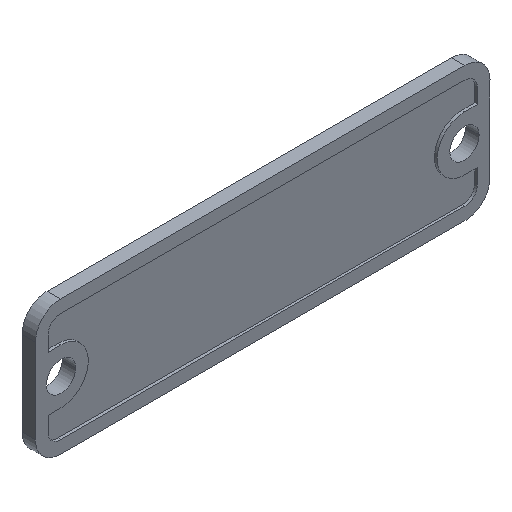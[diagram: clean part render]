
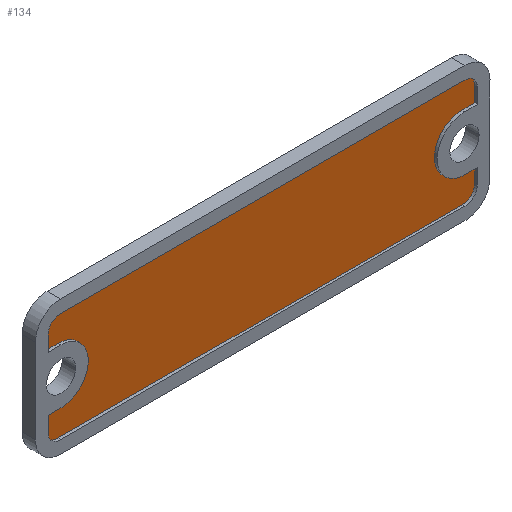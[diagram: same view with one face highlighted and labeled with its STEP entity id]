
A CAD part, isometric view. The second image highlights one B-rep face of the part: STEP entity #134.
In plain terms, the highlighted planar face has unit normal (0, -1, 0).
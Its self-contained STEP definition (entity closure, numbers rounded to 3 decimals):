
#1=CARTESIAN_POINT('POINT17187',(19.05,-1.016,2.578));
#2=VERTEX_POINT('VERTEX17187',#1);
#3=CARTESIAN_POINT('POINT17188',(20.269,-1.016,2.578));
#4=VERTEX_POINT('VERTEX17188',#3);
#5=CARTESIAN_POINT('POS31384',(9.525,-1.016,2.578));
#6=DIRECTION('DIR46340',(1.,0.,
   0.));
#7=VECTOR('VEC16428',#6,25.4);
#8=LINE('STRAIGHT16428',#5,#7);
#9=EDGE_CURVE('EDGE25780',#2,#4,#8,.T.);
#10=ORIENTED_EDGE('COEDGE51559',*,*,#9,.T.);
#11=CARTESIAN_POINT('POINT17189',(20.269,-1.016,3.988))
   ;
#12=VERTEX_POINT('VERTEX17189',#11);
#13=CARTESIAN_POINT('POS31385',(20.269,-1.016,-3.988));
#14=DIRECTION('DIR46341',(0.,0.,1.));
#15=VECTOR('VEC16429',#14,25.4);
#16=LINE('STRAIGHT16429',#13,#15);
#17=EDGE_CURVE('EDGE25781',#4,#12,#16,.T.);
#18=ORIENTED_EDGE('COEDGE51560',*,*,#17,.T.);
#19=CARTESIAN_POINT('POINT17190',(19.101,-1.016,
   5.156));
#20=VERTEX_POINT('VERTEX17190',#19);
#21=CARTESIAN_POINT('POS31386',(19.101,-1.016,
   3.988));
#22=DIRECTION('DIR46342',(0.,-1.,
   0.));
#23=DIRECTION('DIR46343',(1.,0.,
   0.));
#24=AXIS2_PLACEMENT_3D('AXIS14957',#21,#22,#23);
#25=CIRCLE('ELLIPSE7015',#24,1.168);
#26=EDGE_CURVE('EDGE25782',#12,#20,#25,.T.);
#27=ORIENTED_EDGE('COEDGE51561',*,*,#26,.T.);
#28=CARTESIAN_POINT('POINT17191',(-19.101,-1.016,5.156)
   );
#29=VERTEX_POINT('VERTEX17191',#28);
#30=CARTESIAN_POINT('POS31387',(19.101,-1.016,5.156));
#31=DIRECTION('DIR46344',(-1.,0.,
   0.));
#32=VECTOR('VEC16430',#31,25.4);
#33=LINE('STRAIGHT16430',#30,#32);
#34=EDGE_CURVE('EDGE25783',#20,#29,#33,.T.);
#35=ORIENTED_EDGE('COEDGE51562',*,*,#34,.T.);
#36=CARTESIAN_POINT('POINT17192',(-20.269,-1.016,
   3.988));
#37=VERTEX_POINT('VERTEX17192',#36);
#38=CARTESIAN_POINT('POS31388',(-19.101,-1.016,
   3.988));
#39=DIRECTION('DIR46345',(0.,-1.,
   0.));
#40=DIRECTION('DIR46346',(0.,0.,
   1.));
#41=AXIS2_PLACEMENT_3D('AXIS14958',#38,#39,#40);
#42=CIRCLE('ELLIPSE7016',#41,1.168);
#43=EDGE_CURVE('EDGE25784',#29,#37,#42,.T.);
#44=ORIENTED_EDGE('COEDGE51563',*,*,#43,.T.);
#45=CARTESIAN_POINT('POINT17193',(-20.269,-1.016,2.578)
   );
#46=VERTEX_POINT('VERTEX17193',#45);
#47=CARTESIAN_POINT('POS31389',(-20.269,-1.016,3.988));
#48=DIRECTION('DIR46347',(0.,0.,
   -1.));
#49=VECTOR('VEC16431',#48,25.4);
#50=LINE('STRAIGHT16431',#47,#49);
#51=EDGE_CURVE('EDGE25785',#37,#46,#50,.T.);
#52=ORIENTED_EDGE('COEDGE51564',*,*,#51,.T.);
#53=CARTESIAN_POINT('POINT17194',(-19.05,-1.016,2.578));
#54=VERTEX_POINT('VERTEX17194',#53);
#55=CARTESIAN_POINT('POS31390',(-10.732,-1.016,2.578));
#56=DIRECTION('DIR46348',(1.,0.,
   0.));
#57=VECTOR('VEC16432',#56,25.4);
#58=LINE('STRAIGHT16432',#55,#57);
#59=EDGE_CURVE('EDGE25786',#46,#54,#58,.T.);
#60=ORIENTED_EDGE('COEDGE51565',*,*,#59,.T.);
#61=CARTESIAN_POINT('POINT17195',(-19.05,-1.016,-2.578))
   ;
#62=VERTEX_POINT('VERTEX17195',#61);
#63=CARTESIAN_POINT('POS31391',(-19.05,-1.016,
   0.));
#64=DIRECTION('DIR46349',(0.,1.,
   0.));
#65=DIRECTION('DIR46350',(0.,0.,
   -1.));
#66=AXIS2_PLACEMENT_3D('AXIS14959',#63,#64,#65);
#67=CIRCLE('ELLIPSE7017',#66,2.578);
#68=EDGE_CURVE('EDGE25787',#54,#62,#67,.T.);
#69=ORIENTED_EDGE('COEDGE51566',*,*,#68,.T.);
#70=CARTESIAN_POINT('POINT17196',(-20.269,-1.016,-2.578
   ));
#71=VERTEX_POINT('VERTEX17196',#70);
#72=CARTESIAN_POINT('POS31392',(-9.525,-1.016,-2.578));
#73=DIRECTION('DIR46351',(-1.,0.,
   0.));
#74=VECTOR('VEC16433',#73,25.4);
#75=LINE('STRAIGHT16433',#72,#74);
#76=EDGE_CURVE('EDGE25788',#62,#71,#75,.T.);
#77=ORIENTED_EDGE('COEDGE51567',*,*,#76,.T.);
#78=CARTESIAN_POINT('POINT17197',(-20.269,-1.016,-3.988
   ));
#79=VERTEX_POINT('VERTEX17197',#78);
#80=EDGE_CURVE('EDGE25789',#71,#79,#50,.T.);
#81=ORIENTED_EDGE('COEDGE51568',*,*,#80,.T.);
#82=CARTESIAN_POINT('POINT17198',(-19.101,-1.016,
   -5.156));
#83=VERTEX_POINT('VERTEX17198',#82);
#84=CARTESIAN_POINT('POS31393',(-19.101,-1.016,
   -3.988));
#85=DIRECTION('DIR46352',(0.,-1.,0.));
#86=DIRECTION('DIR46353',(-1.,0.,
   0.));
#87=AXIS2_PLACEMENT_3D('AXIS14960',#84,#85,#86);
#88=CIRCLE('ELLIPSE7018',#87,1.168);
#89=EDGE_CURVE('EDGE25790',#79,#83,#88,.T.);
#90=ORIENTED_EDGE('COEDGE51569',*,*,#89,.T.);
#91=CARTESIAN_POINT('POINT17199',(19.101,-1.016,-5.156)
   );
#92=VERTEX_POINT('VERTEX17199',#91);
#93=CARTESIAN_POINT('POS31394',(0.,-1.016,-5.156));
#94=DIRECTION('DIR46354',(1.,0.,0.));
#95=VECTOR('VEC16434',#94,25.4);
#96=LINE('STRAIGHT16434',#93,#95);
#97=EDGE_CURVE('EDGE25791',#83,#92,#96,.T.);
#98=ORIENTED_EDGE('COEDGE51570',*,*,#97,.T.);
#99=CARTESIAN_POINT('POINT17200',(20.269,-1.016,
   -3.988));
#100=VERTEX_POINT('VERTEX17200',#99);
#101=CARTESIAN_POINT('POS31395',(19.101,-1.016,
   -3.988));
#102=DIRECTION('DIR46355',(0.,-1.,
   0.));
#103=DIRECTION('DIR46356',(0.,0.,
   -1.));
#104=AXIS2_PLACEMENT_3D('AXIS14961',#101,#102,#103);
#105=CIRCLE('ELLIPSE7019',#104,1.168);
#106=EDGE_CURVE('EDGE25792',#92,#100,#105,.T.);
#107=ORIENTED_EDGE('COEDGE51571',*,*,#106,.T.);
#108=CARTESIAN_POINT('POINT17201',(20.269,-1.016,-2.578
   ));
#109=VERTEX_POINT('VERTEX17201',#108);
#110=EDGE_CURVE('EDGE25793',#100,#109,#16,.T.);
#111=ORIENTED_EDGE('COEDGE51572',*,*,#110,.T.);
#112=CARTESIAN_POINT('POINT17202',(19.05,-1.016,-2.578))
   ;
#113=VERTEX_POINT('VERTEX17202',#112);
#114=CARTESIAN_POINT('POS31396',(10.732,-1.016,-2.578))
   ;
#115=DIRECTION('DIR46357',(-1.,0.,
   0.));
#116=VECTOR('VEC16435',#115,25.4);
#117=LINE('STRAIGHT16435',#114,#116);
#118=EDGE_CURVE('EDGE25794',#109,#113,#117,.T.);
#119=ORIENTED_EDGE('COEDGE51573',*,*,#118,.T.);
#120=CARTESIAN_POINT('POS31397',(19.05,-1.016,
   0.));
#121=DIRECTION('DIR46358',(0.,1.,
   0.));
#122=DIRECTION('DIR46359',(0.,0.
   ,1.));
#123=AXIS2_PLACEMENT_3D('AXIS14962',#120,#121,#122);
#124=CIRCLE('ELLIPSE7020',#123,2.578);
#125=EDGE_CURVE('EDGE25795',#113,#2,#124,.T.);
#126=ORIENTED_EDGE('COEDGE51574',*,*,#125,.T.);
#127=EDGE_LOOP('NONE',(#10,#18,#27,#35,#44,#52,#60,#69,#77,#81,#90,#98,
   #107,#111,#119,#126));
#128=FACE_BOUND('LOOP1',#127,.T.);
#129=CARTESIAN_POINT('POS31398',(0.,-1.016,
   0.));
#130=DIRECTION('DIR46360',(0.,-1.,0.));
#131=DIRECTION('DIR46361',(1.,0.,0.));
#132=AXIS2_PLACEMENT_3D('AXIS14963',#129,#130,#131);
#133=PLANE('PLANE4436',#132);
#134=ADVANCED_FACE('FACE9112',(#128),#133,.T.);
